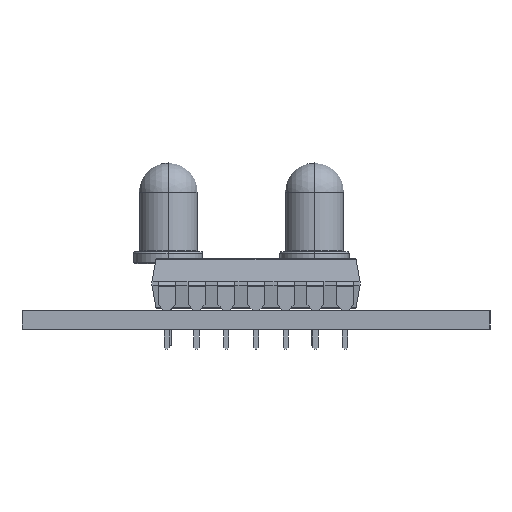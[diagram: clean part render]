
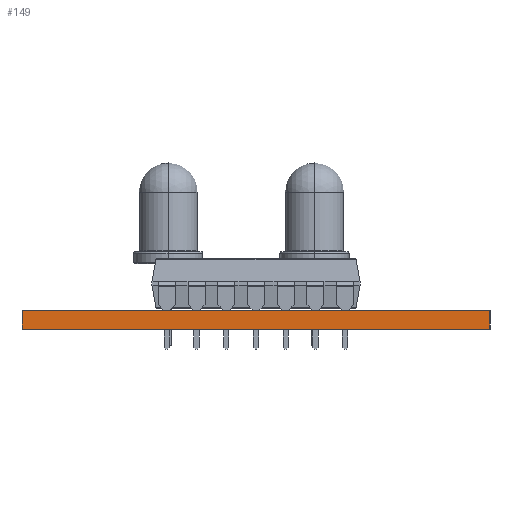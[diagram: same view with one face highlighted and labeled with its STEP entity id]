
A CAD part, left-side view. The second image highlights one B-rep face of the part: STEP entity #149.
In plain terms, the highlighted planar face has unit normal (-1, 0, 0).
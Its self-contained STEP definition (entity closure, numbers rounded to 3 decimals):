
#93 = VERTEX_POINT('',#94);
#94 = CARTESIAN_POINT('',(-60.,32.5,0.803));
#100 = EDGE_CURVE('',#101,#93,#103,.T.);
#101 = VERTEX_POINT('',#102);
#102 = CARTESIAN_POINT('',(-60.,32.5,-0.803));
#103 = LINE('',#104,#105);
#104 = CARTESIAN_POINT('',(-60.,32.5,-0.803));
#105 = VECTOR('',#106,1.);
#106 = DIRECTION('',(0.,0.,1.));
#149 = ADVANCED_FACE('',(#150),#175,.F.);
#150 = FACE_BOUND('',#151,.F.);
#151 = EDGE_LOOP('',(#152,#153,#161,#169));
#152 = ORIENTED_EDGE('',*,*,#100,.T.);
#153 = ORIENTED_EDGE('',*,*,#154,.T.);
#154 = EDGE_CURVE('',#93,#155,#157,.T.);
#155 = VERTEX_POINT('',#156);
#156 = CARTESIAN_POINT('',(-60.,-7.5,0.803));
#157 = LINE('',#158,#159);
#158 = CARTESIAN_POINT('',(-60.,32.5,0.803));
#159 = VECTOR('',#160,1.);
#160 = DIRECTION('',(0.,-1.,0.));
#161 = ORIENTED_EDGE('',*,*,#162,.F.);
#162 = EDGE_CURVE('',#163,#155,#165,.T.);
#163 = VERTEX_POINT('',#164);
#164 = CARTESIAN_POINT('',(-60.,-7.5,-0.803));
#165 = LINE('',#166,#167);
#166 = CARTESIAN_POINT('',(-60.,-7.5,-0.803));
#167 = VECTOR('',#168,1.);
#168 = DIRECTION('',(0.,0.,1.));
#169 = ORIENTED_EDGE('',*,*,#170,.F.);
#170 = EDGE_CURVE('',#101,#163,#171,.T.);
#171 = LINE('',#172,#173);
#172 = CARTESIAN_POINT('',(-60.,32.5,-0.803));
#173 = VECTOR('',#174,1.);
#174 = DIRECTION('',(0.,-1.,0.));
#175 = PLANE('',#176);
#176 = AXIS2_PLACEMENT_3D('',#177,#178,#179);
#177 = CARTESIAN_POINT('',(-60.,32.5,-0.803));
#178 = DIRECTION('',(1.,0.,0.));
#179 = DIRECTION('',(0.,-1.,0.));
